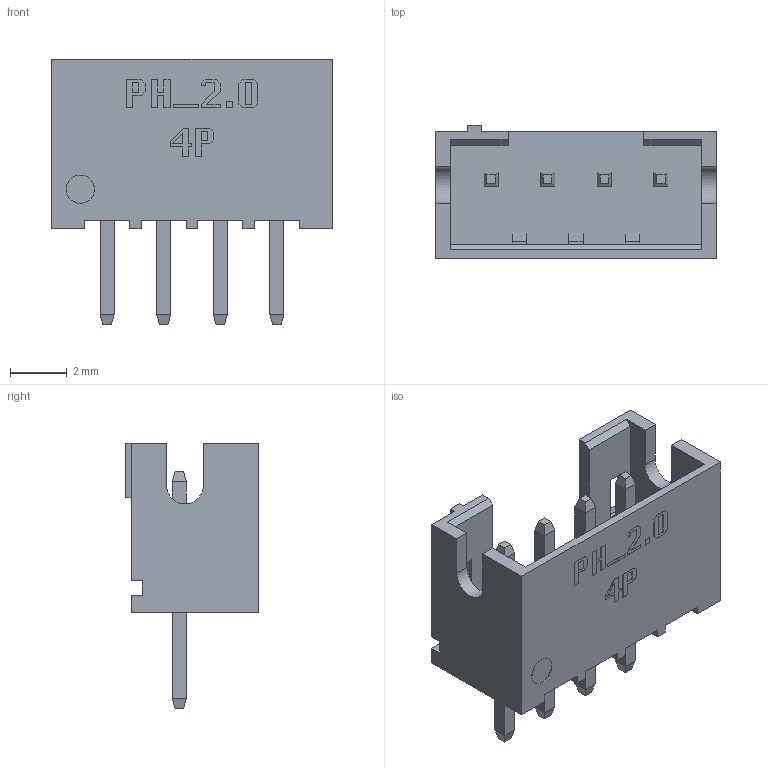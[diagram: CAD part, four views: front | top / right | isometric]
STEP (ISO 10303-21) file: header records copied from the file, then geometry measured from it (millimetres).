
FILE_DESCRIPTION(/* description */ ('model of Conn_PH-2.0_4P_TOP'),/* implementation_level */ '2;1');
FILE_NAME(/* name */ 'Conn_PH-2.0_4P_TOP.stp',/* time_stamp */ '2016-01-21T23:51:52',/* author */ ('Joan The Spark',''),/* organization */ (''),/* preprocessor_version */ '',/* originating_system */ '',/* authorisation */ '');
FILE_SCHEMA (('AUTOMOTIVE_DESIGN { 1 0 10303 214 3 1 1 }'));
Length unit declared in the file: millimetre
Products named in the file (1): Conn_PH-2.0_xP_TOP
Bounding box: 9.9 x 4.7 x 9.4 mm (x, y, z)
Volume: 107.9 mm3; surface area: 402 mm2
Topology: 1 solids, 1 shells, 251 faces, 644 edges, 415 vertices
Faces by surface type: plane 248, cylinder 3
Full cylindrical faces by diameter (mm): 1 x1
Entity records: 7699 total; most frequent: CARTESIAN_POINT 1310, ORIENTED_EDGE 1286, DIRECTION 1153, EDGE_CURVE 643, LINE 637, VECTOR 637, VERTEX_POINT 415, EDGE_LOOP 276
